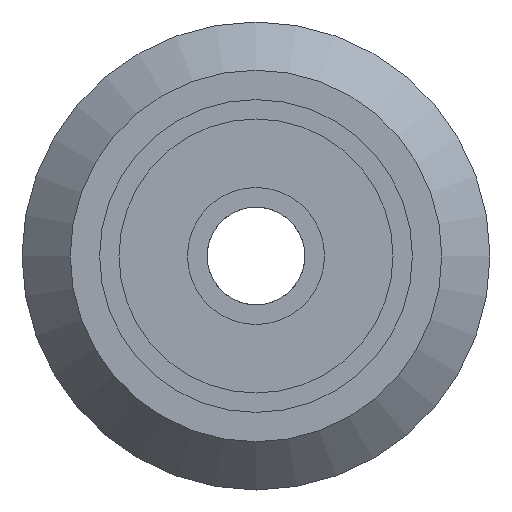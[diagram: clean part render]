
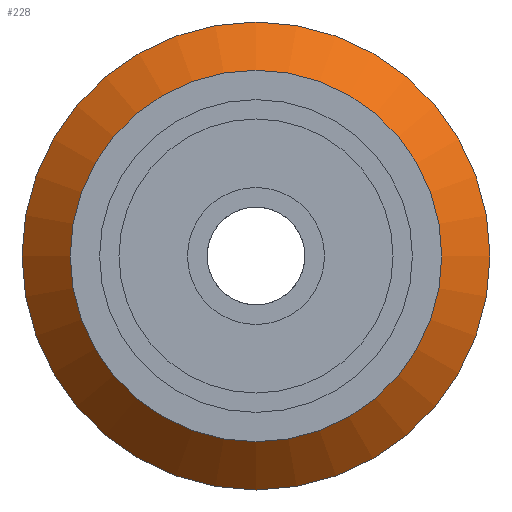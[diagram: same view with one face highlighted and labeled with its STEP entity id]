
A CAD part, front view. The second image highlights one B-rep face of the part: STEP entity #228.
In plain terms, the highlighted conical face has half-angle 45 degrees and reference radius 10.719 mm.
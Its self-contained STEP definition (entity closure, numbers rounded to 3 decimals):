
#65 = PLANE('',#66);
#66 = AXIS2_PLACEMENT_3D('',#67,#68,#69);
#67 = CARTESIAN_POINT('',(-7.283,-5.901,2.999
    ));
#68 = DIRECTION('',(0.,-1.,0.));
#69 = DIRECTION('',(0.,0.,-1.));
#143 = EDGE_CURVE('',#144,#144,#146,.T.);
#144 = VERTEX_POINT('',#145);
#145 = CARTESIAN_POINT('',(-5.783,-5.901,
    2.999));
#146 = SURFACE_CURVE('',#147,(#152,#159),.PCURVE_S1.);
#147 = CIRCLE('',#148,9.487);
#148 = AXIS2_PLACEMENT_3D('',#149,#150,#151);
#149 = CARTESIAN_POINT('',(-15.27,-5.901,
    2.999));
#150 = DIRECTION('',(0.,-1.,0.));
#151 = DIRECTION('',(1.,0.,0.));
#152 = PCURVE('',#65,#153);
#153 = DEFINITIONAL_REPRESENTATION('',(#154),#158);
#154 = CIRCLE('',#155,9.487);
#155 = AXIS2_PLACEMENT_2D('',#156,#157);
#156 = CARTESIAN_POINT('',(0.,-7.987));
#157 = DIRECTION('',(0.,1.));
#158 = ( GEOMETRIC_REPRESENTATION_CONTEXT(2) 
PARAMETRIC_REPRESENTATION_CONTEXT() REPRESENTATION_CONTEXT('2D SPACE',''
  ) );
#159 = PCURVE('',#160,#165);
#160 = CONICAL_SURFACE('',#161,10.719,0.785);
#161 = AXIS2_PLACEMENT_3D('',#162,#163,#164);
#162 = CARTESIAN_POINT('',(-15.27,-4.67,
    2.999));
#163 = DIRECTION('',(0.,1.,0.));
#164 = DIRECTION('',(1.,0.,0.));
#165 = DEFINITIONAL_REPRESENTATION('',(#166),#170);
#166 = LINE('',#167,#168);
#167 = CARTESIAN_POINT('',(6.283,-1.231));
#168 = VECTOR('',#169,1.);
#169 = DIRECTION('',(-1.,0.));
#170 = ( GEOMETRIC_REPRESENTATION_CONTEXT(2) 
PARAMETRIC_REPRESENTATION_CONTEXT() REPRESENTATION_CONTEXT('2D SPACE',''
  ) );
#228 = ADVANCED_FACE('',(#229),#160,.T.);
#229 = FACE_BOUND('',#230,.T.);
#230 = EDGE_LOOP('',(#231,#260,#280,#281));
#231 = ORIENTED_EDGE('',*,*,#232,.T.);
#232 = EDGE_CURVE('',#233,#233,#235,.T.);
#233 = VERTEX_POINT('',#234);
#234 = CARTESIAN_POINT('',(-3.32,-3.438,
    2.999));
#235 = SURFACE_CURVE('',#236,(#241,#248),.PCURVE_S1.);
#236 = CIRCLE('',#237,11.95);
#237 = AXIS2_PLACEMENT_3D('',#238,#239,#240);
#238 = CARTESIAN_POINT('',(-15.27,-3.438,
    2.999));
#239 = DIRECTION('',(0.,-1.,0.));
#240 = DIRECTION('',(1.,0.,0.));
#241 = PCURVE('',#160,#242);
#242 = DEFINITIONAL_REPRESENTATION('',(#243),#247);
#243 = LINE('',#244,#245);
#244 = CARTESIAN_POINT('',(6.283,1.231));
#245 = VECTOR('',#246,1.);
#246 = DIRECTION('',(-1.,0.));
#247 = ( GEOMETRIC_REPRESENTATION_CONTEXT(2) 
PARAMETRIC_REPRESENTATION_CONTEXT() REPRESENTATION_CONTEXT('2D SPACE',''
  ) );
#248 = PCURVE('',#249,#254);
#249 = CYLINDRICAL_SURFACE('',#250,11.95);
#250 = AXIS2_PLACEMENT_3D('',#251,#252,#253);
#251 = CARTESIAN_POINT('',(-15.27,-0.786,
    2.999));
#252 = DIRECTION('',(0.,-1.,0.));
#253 = DIRECTION('',(1.,0.,0.));
#254 = DEFINITIONAL_REPRESENTATION('',(#255),#259);
#255 = LINE('',#256,#257);
#256 = CARTESIAN_POINT('',(0.,2.652));
#257 = VECTOR('',#258,1.);
#258 = DIRECTION('',(1.,0.));
#259 = ( GEOMETRIC_REPRESENTATION_CONTEXT(2) 
PARAMETRIC_REPRESENTATION_CONTEXT() REPRESENTATION_CONTEXT('2D SPACE',''
  ) );
#260 = ORIENTED_EDGE('',*,*,#261,.F.);
#261 = EDGE_CURVE('',#144,#233,#262,.T.);
#262 = SEAM_CURVE('',#263,(#266,#273),.PCURVE_S1.);
#263 = B_SPLINE_CURVE_WITH_KNOTS('',1,(#264,#265),.UNSPECIFIED.,.F.,.F.,
  (2,2),(-1.742,1.742),.PIECEWISE_BEZIER_KNOTS.);
#264 = CARTESIAN_POINT('',(-5.783,-5.901,
    2.999));
#265 = CARTESIAN_POINT('',(-3.32,-3.438,
    2.999));
#266 = PCURVE('',#160,#267);
#267 = DEFINITIONAL_REPRESENTATION('',(#268),#272);
#268 = LINE('',#269,#270);
#269 = CARTESIAN_POINT('',(0.,0.));
#270 = VECTOR('',#271,1.);
#271 = DIRECTION('',(0.,1.));
#272 = ( GEOMETRIC_REPRESENTATION_CONTEXT(2) 
PARAMETRIC_REPRESENTATION_CONTEXT() REPRESENTATION_CONTEXT('2D SPACE',''
  ) );
#273 = PCURVE('',#160,#274);
#274 = DEFINITIONAL_REPRESENTATION('',(#275),#279);
#275 = LINE('',#276,#277);
#276 = CARTESIAN_POINT('',(6.283,0.));
#277 = VECTOR('',#278,1.);
#278 = DIRECTION('',(0.,1.));
#279 = ( GEOMETRIC_REPRESENTATION_CONTEXT(2) 
PARAMETRIC_REPRESENTATION_CONTEXT() REPRESENTATION_CONTEXT('2D SPACE',''
  ) );
#280 = ORIENTED_EDGE('',*,*,#143,.F.);
#281 = ORIENTED_EDGE('',*,*,#261,.T.);
